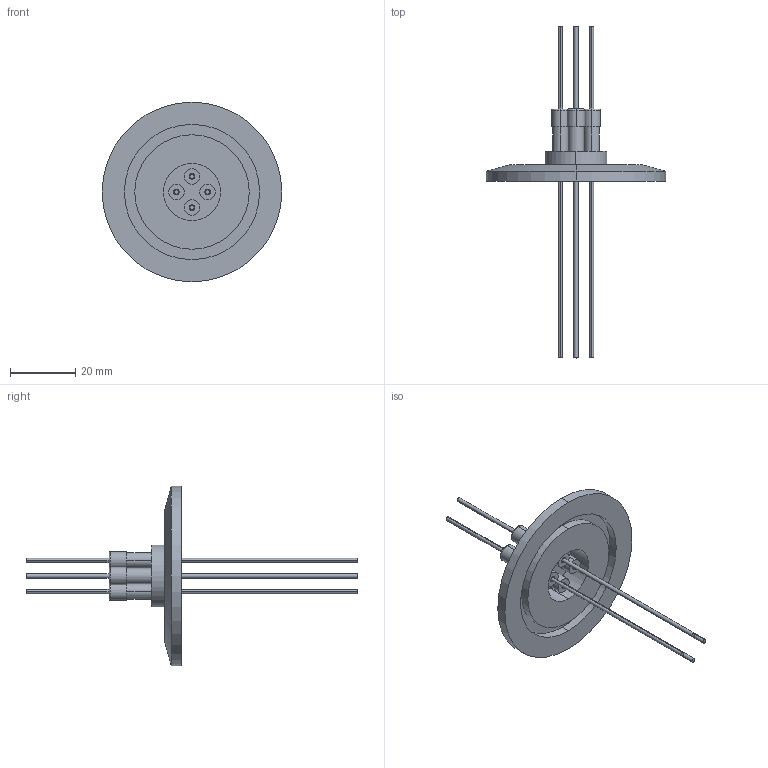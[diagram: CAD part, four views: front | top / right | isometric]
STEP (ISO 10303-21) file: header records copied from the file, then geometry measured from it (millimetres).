
FILE_DESCRIPTION (( 'STEP AP214' ), '1' );
FILE_NAME ('120XST040-5-15-4.step', '2017-07-10T09:35:00', ( 'install' ), ( '' ), 'SwSTEP 2.0', 'SolidWorks 2015', '' );
FILE_SCHEMA (( 'AUTOMOTIVE_DESIGN' ));
Length unit declared in the file: inch
Products named in the file (1): 120XST040-5-15-4
Bounding box: 54.99 x 101.6 x 54.99 mm (x, y, z)
Volume: 10892 mm3; surface area: 9779.2 mm2
Topology: 1 solids, 1 shells, 98 faces, 194 edges, 126 vertices
Faces by surface type: cylinder 58, plane 30, bspline 8, cone 2
Entity records: 2727 total; most frequent: CARTESIAN_POINT 578, DIRECTION 494, ORIENTED_EDGE 388, AXIS2_PLACEMENT_3D 217, EDGE_CURVE 194, VERTEX_POINT 126, CIRCLE 126, EDGE_LOOP 126
